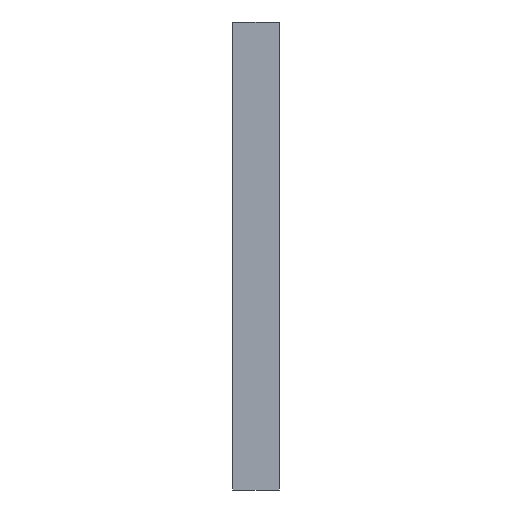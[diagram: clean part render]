
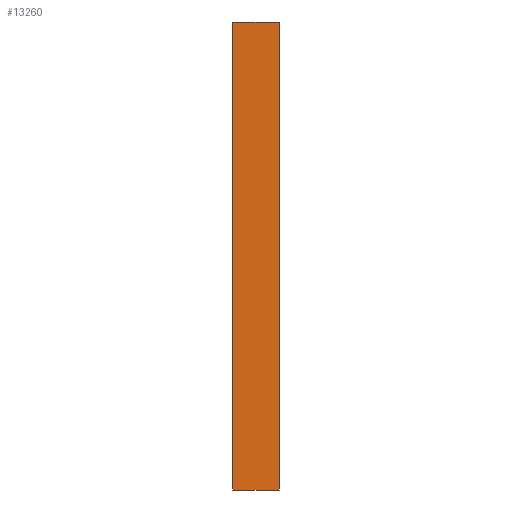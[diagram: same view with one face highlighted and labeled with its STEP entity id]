
A CAD part, left-side view. The second image highlights one B-rep face of the part: STEP entity #13260.
In plain terms, the highlighted planar face has unit normal (-1, 0, 0).
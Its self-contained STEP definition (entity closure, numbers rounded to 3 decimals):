
#396 = ORIENTED_EDGE ( 'NONE', *, *, #11122, .F. ) ;
#432 = VECTOR ( 'NONE', #4711, 1000. ) ;
#810 = LINE ( 'NONE', #6690, #12045 ) ;
#976 = CARTESIAN_POINT ( 'NONE',  ( -75., 0., -75. ) ) ;
#1376 = DIRECTION ( 'NONE',  ( 0., -1., 0. ) ) ;
#1487 = EDGE_CURVE ( 'NONE', #12367, #2288, #13065, .T. ) ;
#1871 = VERTEX_POINT ( 'NONE', #7437 ) ;
#2288 = VERTEX_POINT ( 'NONE', #13222 ) ;
#2857 = CARTESIAN_POINT ( 'NONE',  ( -75., 15., -75. ) ) ;
#3708 = EDGE_CURVE ( 'NONE', #8900, #1871, #810, .T. ) ;
#3783 = AXIS2_PLACEMENT_3D ( 'NONE', #4210, #4063, #9596 ) ;
#4063 = DIRECTION ( 'NONE',  ( 1., 0., 0. ) ) ;
#4210 = CARTESIAN_POINT ( 'NONE',  ( -75., 15., -75. ) ) ;
#4711 = DIRECTION ( 'NONE',  ( 0., 0., 1. ) ) ;
#5073 = VECTOR ( 'NONE', #10467, 1000. ) ;
#5104 = PLANE ( 'NONE',  #3783 ) ;
#5675 = CARTESIAN_POINT ( 'NONE',  ( -75., 15., -75. ) ) ;
#6413 = EDGE_LOOP ( 'NONE', ( #12327, #11753, #396, #9034 ) ) ;
#6536 = FACE_OUTER_BOUND ( 'NONE', #6413, .T. ) ;
#6690 = CARTESIAN_POINT ( 'NONE',  ( -75., 15., 75. ) ) ;
#7437 = CARTESIAN_POINT ( 'NONE',  ( -75., 0., 75. ) ) ;
#8605 = LINE ( 'NONE', #5675, #432 ) ;
#8900 = VERTEX_POINT ( 'NONE', #10974 ) ;
#9034 = ORIENTED_EDGE ( 'NONE', *, *, #1487, .T. ) ;
#9586 = VECTOR ( 'NONE', #13106, 1000. ) ;
#9596 = DIRECTION ( 'NONE',  ( 0., 0., -1. ) ) ;
#10261 = LINE ( 'NONE', #976, #9586 ) ;
#10467 = DIRECTION ( 'NONE',  ( 0., -1., 0. ) ) ;
#10974 = CARTESIAN_POINT ( 'NONE',  ( -75., 15., 75. ) ) ;
#11122 = EDGE_CURVE ( 'NONE', #12367, #8900, #8605, .T. ) ;
#11542 = CARTESIAN_POINT ( 'NONE',  ( -75., 15., -75. ) ) ;
#11753 = ORIENTED_EDGE ( 'NONE', *, *, #3708, .F. ) ;
#12045 = VECTOR ( 'NONE', #1376, 1000. ) ;
#12327 = ORIENTED_EDGE ( 'NONE', *, *, #13130, .T. ) ;
#12367 = VERTEX_POINT ( 'NONE', #11542 ) ;
#13065 = LINE ( 'NONE', #2857, #5073 ) ;
#13106 = DIRECTION ( 'NONE',  ( 0., 0., 1. ) ) ;
#13130 = EDGE_CURVE ( 'NONE', #2288, #1871, #10261, .T. ) ;
#13222 = CARTESIAN_POINT ( 'NONE',  ( -75., 0., -75. ) ) ;
#13260 = ADVANCED_FACE ( 'NONE', ( #6536 ), #5104, .F. ) ;
